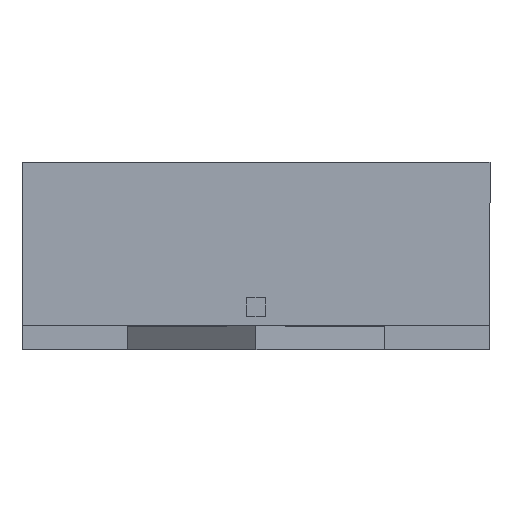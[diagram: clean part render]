
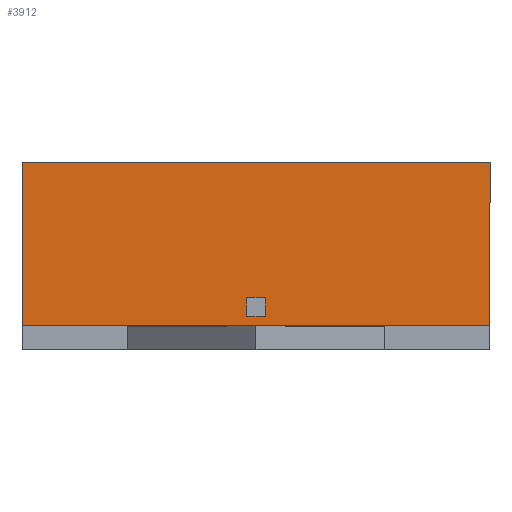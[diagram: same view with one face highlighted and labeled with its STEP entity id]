
A CAD part, top view. The second image highlights one B-rep face of the part: STEP entity #3912.
In plain terms, the highlighted planar face has unit normal (0, 0, 1).
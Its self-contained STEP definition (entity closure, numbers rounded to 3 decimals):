
#123 = FACE_OUTER_BOUND ( 'NONE', #2184, .T. ) ;
#139 = DIRECTION ( 'NONE',  ( -1., 0., 0. ) ) ;
#170 = CARTESIAN_POINT ( 'NONE',  ( -0.5, 2.214, 0.5 ) ) ;
#174 = EDGE_CURVE ( 'NONE', #770, #2306, #4547, .T. ) ;
#211 = VERTEX_POINT ( 'NONE', #623 ) ;
#299 = CARTESIAN_POINT ( 'NONE',  ( -0.5, 0.05, 0.5 ) ) ;
#323 = CARTESIAN_POINT ( 'NONE',  ( -0.5, 0.07, 0.5 ) ) ;
#539 = DIRECTION ( 'NONE',  ( 0., 1., 0. ) ) ;
#623 = CARTESIAN_POINT ( 'NONE',  ( -0.02, 0.07, 0.5 ) ) ;
#663 = DIRECTION ( 'NONE',  ( -1., 0., 0. ) ) ;
#666 = CARTESIAN_POINT ( 'NONE',  ( 0.02, 2.214, 0.5 ) ) ;
#733 = VERTEX_POINT ( 'NONE', #2732 ) ;
#770 = VERTEX_POINT ( 'NONE', #4496 ) ;
#865 = DIRECTION ( 'NONE',  ( -1., 0., 0. ) ) ;
#872 = ORIENTED_EDGE ( 'NONE', *, *, #4207, .F. ) ;
#887 = VERTEX_POINT ( 'NONE', #2712 ) ;
#941 = CARTESIAN_POINT ( 'NONE',  ( 0.02, 0.11, 0.5 ) ) ;
#956 = AXIS2_PLACEMENT_3D ( 'NONE', #3637, #2277, #139 ) ;
#1026 = VERTEX_POINT ( 'NONE', #3822 ) ;
#1199 = LINE ( 'NONE', #299, #3933 ) ;
#1213 = VECTOR ( 'NONE', #1720, 1000. ) ;
#1368 = VECTOR ( 'NONE', #539, 1000. ) ;
#1407 = ORIENTED_EDGE ( 'NONE', *, *, #2589, .T. ) ;
#1460 = DIRECTION ( 'NONE',  ( 0., -1., 0. ) ) ;
#1473 = VERTEX_POINT ( 'NONE', #3404 ) ;
#1535 = DIRECTION ( 'NONE',  ( 0., 1., 0. ) ) ;
#1567 = CARTESIAN_POINT ( 'NONE',  ( -0.5, 0.11, 0.5 ) ) ;
#1587 = EDGE_CURVE ( 'NONE', #887, #733, #3229, .T. ) ;
#1720 = DIRECTION ( 'NONE',  ( 1., 0., 0. ) ) ;
#1755 = VECTOR ( 'NONE', #3750, 1000. ) ;
#1909 = PLANE ( 'NONE',  #956 ) ;
#2184 = EDGE_LOOP ( 'NONE', ( #4528, #1407, #4534, #3233 ) ) ;
#2252 = LINE ( 'NONE', #3620, #3293 ) ;
#2268 = LINE ( 'NONE', #323, #1213 ) ;
#2277 = DIRECTION ( 'NONE',  ( 0., 0., -1. ) ) ;
#2306 = VERTEX_POINT ( 'NONE', #941 ) ;
#2378 = VECTOR ( 'NONE', #3568, 1000. ) ;
#2544 = CARTESIAN_POINT ( 'NONE',  ( 0., 0.4, 0.5 ) ) ;
#2589 = EDGE_CURVE ( 'NONE', #1026, #1473, #2252, .T. ) ;
#2679 = EDGE_CURVE ( 'NONE', #2306, #2848, #4116, .T. ) ;
#2712 = CARTESIAN_POINT ( 'NONE',  ( -0.5, 0.05, 0.5 ) ) ;
#2732 = CARTESIAN_POINT ( 'NONE',  ( -0.5, 0.4, 0.5 ) ) ;
#2848 = VERTEX_POINT ( 'NONE', #3846 ) ;
#2850 = FACE_BOUND ( 'NONE', #3375, .T. ) ;
#2976 = EDGE_CURVE ( 'NONE', #733, #1473, #4545, .T. ) ;
#3086 = VECTOR ( 'NONE', #1460, 1000. ) ;
#3199 = VECTOR ( 'NONE', #865, 1000. ) ;
#3229 = LINE ( 'NONE', #170, #1368 ) ;
#3233 = ORIENTED_EDGE ( 'NONE', *, *, #1587, .F. ) ;
#3266 = EDGE_CURVE ( 'NONE', #1026, #887, #1199, .T. ) ;
#3293 = VECTOR ( 'NONE', #1535, 1000. ) ;
#3375 = EDGE_LOOP ( 'NONE', ( #872, #4252, #3800, #4410 ) ) ;
#3404 = CARTESIAN_POINT ( 'NONE',  ( 0.5, 0.4, 0.5 ) ) ;
#3453 = EDGE_CURVE ( 'NONE', #2848, #211, #3989, .T. ) ;
#3568 = DIRECTION ( 'NONE',  ( 1., 0., 0. ) ) ;
#3620 = CARTESIAN_POINT ( 'NONE',  ( 0.5, 2.214, 0.5 ) ) ;
#3637 = CARTESIAN_POINT ( 'NONE',  ( -0.5, 2.214, 0.5 ) ) ;
#3750 = DIRECTION ( 'NONE',  ( 0., 1., 0. ) ) ;
#3800 = ORIENTED_EDGE ( 'NONE', *, *, #2679, .F. ) ;
#3822 = CARTESIAN_POINT ( 'NONE',  ( 0.5, 0.05, 0.5 ) ) ;
#3846 = CARTESIAN_POINT ( 'NONE',  ( -0.02, 0.11, 0.5 ) ) ;
#3912 = ADVANCED_FACE ( 'NONE', ( #2850, #123 ), #1909, .F. ) ;
#3933 = VECTOR ( 'NONE', #663, 1000. ) ;
#3989 = LINE ( 'NONE', #4241, #3086 ) ;
#4116 = LINE ( 'NONE', #1567, #3199 ) ;
#4207 = EDGE_CURVE ( 'NONE', #211, #770, #2268, .T. ) ;
#4241 = CARTESIAN_POINT ( 'NONE',  ( -0.02, 2.214, 0.5 ) ) ;
#4252 = ORIENTED_EDGE ( 'NONE', *, *, #3453, .F. ) ;
#4410 = ORIENTED_EDGE ( 'NONE', *, *, #174, .F. ) ;
#4496 = CARTESIAN_POINT ( 'NONE',  ( 0.02, 0.07, 0.5 ) ) ;
#4528 = ORIENTED_EDGE ( 'NONE', *, *, #3266, .F. ) ;
#4534 = ORIENTED_EDGE ( 'NONE', *, *, #2976, .F. ) ;
#4545 = LINE ( 'NONE', #2544, #2378 ) ;
#4547 = LINE ( 'NONE', #666, #1755 ) ;
